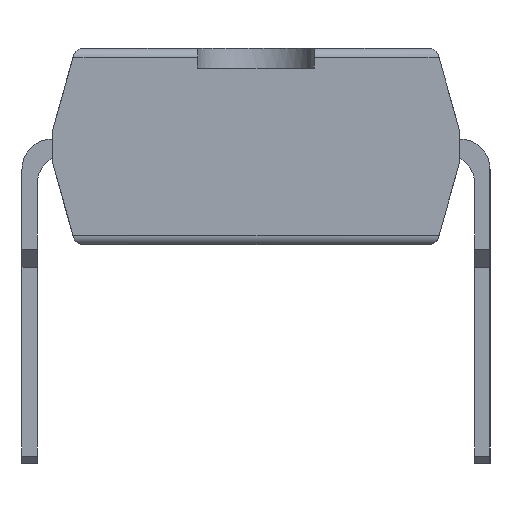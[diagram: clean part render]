
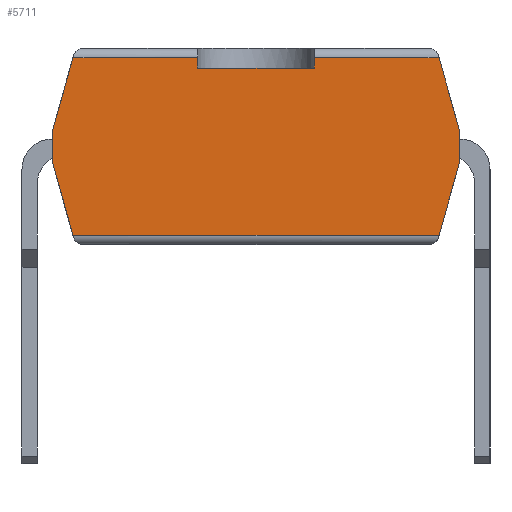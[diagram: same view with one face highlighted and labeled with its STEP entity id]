
A CAD part, left-side view. The second image highlights one B-rep face of the part: STEP entity #5711.
In plain terms, the highlighted planar face has unit normal (-1, 0, 0).
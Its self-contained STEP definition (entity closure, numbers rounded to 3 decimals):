
#301=PLANE('',#6118);
#586=FACE_OUTER_BOUND('',#877,.T.);
#877=EDGE_LOOP('',(#5302,#5303,#5304,#5305,#5306,#5307,#5308,#5309,#5310,
#5311,#5312,#5313));
#1579=LINE('',#9191,#2300);
#1585=LINE('',#9209,#2306);
#1588=LINE('',#9215,#2309);
#1589=LINE('',#9217,#2310);
#1590=LINE('',#9219,#2311);
#1591=LINE('',#9221,#2312);
#1592=LINE('',#9223,#2313);
#1593=LINE('',#9225,#2314);
#1594=LINE('',#9227,#2315);
#1595=LINE('',#9229,#2316);
#1596=LINE('',#9231,#2317);
#1597=LINE('',#9232,#2318);
#2300=VECTOR('',#7535,10.);
#2306=VECTOR('',#7555,10.);
#2309=VECTOR('',#7560,10.);
#2310=VECTOR('',#7561,10.);
#2311=VECTOR('',#7562,10.);
#2312=VECTOR('',#7563,10.);
#2313=VECTOR('',#7564,10.);
#2314=VECTOR('',#7565,10.);
#2315=VECTOR('',#7566,10.);
#2316=VECTOR('',#7567,10.);
#2317=VECTOR('',#7568,10.);
#2318=VECTOR('',#7569,10.);
#2919=VERTEX_POINT('',#9189);
#2920=VERTEX_POINT('',#9190);
#2925=VERTEX_POINT('',#9208);
#2927=VERTEX_POINT('',#9214);
#2928=VERTEX_POINT('',#9216);
#2929=VERTEX_POINT('',#9218);
#2930=VERTEX_POINT('',#9220);
#2931=VERTEX_POINT('',#9222);
#2932=VERTEX_POINT('',#9224);
#2933=VERTEX_POINT('',#9226);
#2934=VERTEX_POINT('',#9228);
#2935=VERTEX_POINT('',#9230);
#3713=EDGE_CURVE('',#2919,#2920,#1579,.T.);
#3723=EDGE_CURVE('',#2925,#2920,#1585,.T.);
#3726=EDGE_CURVE('',#2919,#2927,#1588,.T.);
#3727=EDGE_CURVE('',#2927,#2928,#1589,.T.);
#3728=EDGE_CURVE('',#2928,#2929,#1590,.T.);
#3729=EDGE_CURVE('',#2930,#2929,#1591,.T.);
#3730=EDGE_CURVE('',#2930,#2931,#1592,.T.);
#3731=EDGE_CURVE('',#2931,#2932,#1593,.T.);
#3732=EDGE_CURVE('',#2932,#2933,#1594,.T.);
#3733=EDGE_CURVE('',#2934,#2933,#1595,.T.);
#3734=EDGE_CURVE('',#2934,#2935,#1596,.T.);
#3735=EDGE_CURVE('',#2925,#2935,#1597,.T.);
#5302=ORIENTED_EDGE('',*,*,#3713,.F.);
#5303=ORIENTED_EDGE('',*,*,#3726,.T.);
#5304=ORIENTED_EDGE('',*,*,#3727,.T.);
#5305=ORIENTED_EDGE('',*,*,#3728,.T.);
#5306=ORIENTED_EDGE('',*,*,#3729,.F.);
#5307=ORIENTED_EDGE('',*,*,#3730,.T.);
#5308=ORIENTED_EDGE('',*,*,#3731,.T.);
#5309=ORIENTED_EDGE('',*,*,#3732,.T.);
#5310=ORIENTED_EDGE('',*,*,#3733,.F.);
#5311=ORIENTED_EDGE('',*,*,#3734,.T.);
#5312=ORIENTED_EDGE('',*,*,#3735,.F.);
#5313=ORIENTED_EDGE('',*,*,#3723,.T.);
#5711=ADVANCED_FACE('',(#586),#301,.T.);
#6118=AXIS2_PLACEMENT_3D('',#9213,#7558,#7559);
#7535=DIRECTION('',(0.,1.,0.));
#7555=DIRECTION('',(0.,-0.271,-0.963));
#7558=DIRECTION('center_axis',(-1.,0.,0.));
#7559=DIRECTION('ref_axis',(0.,-1.,0.));
#7560=DIRECTION('',(0.,-0.271,0.963));
#7561=DIRECTION('',(0.,0.,1.));
#7562=DIRECTION('',(0.,0.271,0.963));
#7563=DIRECTION('',(0.,-1.,0.));
#7564=DIRECTION('',(0.,0.,-1.));
#7565=DIRECTION('',(0.,1.,0.));
#7566=DIRECTION('',(0.,0.,1.));
#7567=DIRECTION('',(0.,-1.,0.));
#7568=DIRECTION('',(0.,0.271,-0.963));
#7569=DIRECTION('',(0.,0.,1.));
#9189=CARTESIAN_POINT('',(-11.049,-3.08,0.738));
#9190=CARTESIAN_POINT('',(-11.049,3.08,0.738));
#9191=CARTESIAN_POINT('',(-11.049,1.715,0.738));
#9208=CARTESIAN_POINT('',(-11.049,3.429,1.978));
#9209=CARTESIAN_POINT('',(-11.049,3.247,1.331));
#9213=CARTESIAN_POINT('Origin',(-11.049,3.429,0.581));
#9214=CARTESIAN_POINT('',(-11.049,-3.429,1.978));
#9215=CARTESIAN_POINT('',(-11.049,-2.797,-0.263));
#9216=CARTESIAN_POINT('',(-11.049,-3.429,2.486));
#9217=CARTESIAN_POINT('',(-11.049,-3.429,0.581));
#9218=CARTESIAN_POINT('',(-11.049,-3.08,3.726));
#9219=CARTESIAN_POINT('',(-11.049,-3.425,2.499));
#9220=CARTESIAN_POINT('',(-11.049,-0.984,3.726));
#9221=CARTESIAN_POINT('',(-11.049,1.715,3.726));
#9222=CARTESIAN_POINT('',(-11.049,-0.984,3.553));
#9223=CARTESIAN_POINT('',(-11.049,-0.984,3.883));
#9224=CARTESIAN_POINT('',(-11.049,0.984,3.553));
#9225=CARTESIAN_POINT('',(-11.049,1.715,3.553));
#9226=CARTESIAN_POINT('',(-11.049,0.984,3.726));
#9227=CARTESIAN_POINT('',(-11.049,0.984,3.883));
#9228=CARTESIAN_POINT('',(-11.049,3.08,3.726));
#9229=CARTESIAN_POINT('',(-11.049,1.715,3.726));
#9230=CARTESIAN_POINT('',(-11.049,3.429,2.486));
#9231=CARTESIAN_POINT('',(-11.049,3.481,2.302));
#9232=CARTESIAN_POINT('',(-11.049,3.429,0.581));
